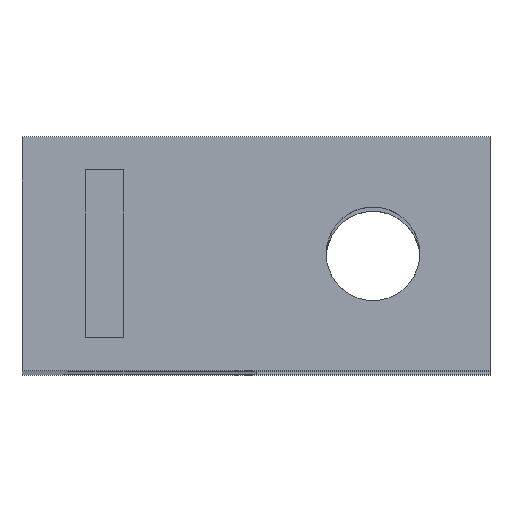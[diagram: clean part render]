
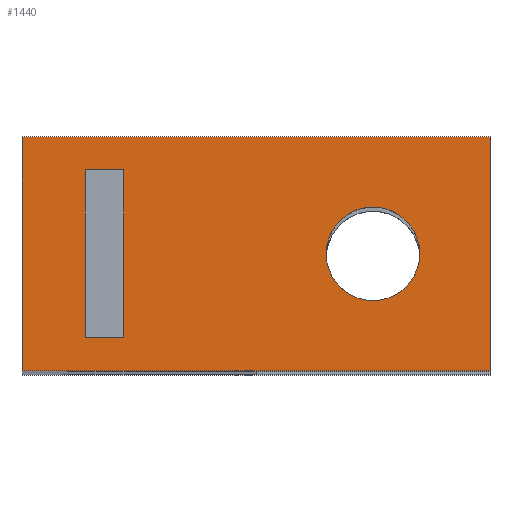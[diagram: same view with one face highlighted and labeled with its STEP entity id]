
A CAD part, top view. The second image highlights one B-rep face of the part: STEP entity #1440.
In plain terms, the highlighted planar face has unit normal (0, 0, 1).
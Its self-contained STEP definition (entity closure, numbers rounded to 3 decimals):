
#4 = DIRECTION ( 'NONE',  ( 0., 1., 0. ) ) ;
#5 = CARTESIAN_POINT ( 'NONE',  ( 2.3, 1.2, 4. ) ) ;
#90 = DIRECTION ( 'NONE',  ( 1., 0., 0. ) ) ;
#108 = EDGE_LOOP ( 'NONE', ( #1821, #1590, #949, #1444 ) ) ;
#111 = VERTEX_POINT ( 'NONE', #1468 ) ;
#122 = VECTOR ( 'NONE', #2395, 1000. ) ;
#126 = VERTEX_POINT ( 'NONE', #840 ) ;
#147 = FACE_BOUND ( 'NONE', #2000, .T. ) ;
#203 = CIRCLE ( 'NONE', #1503, 1.7 ) ;
#217 = LINE ( 'NONE', #2334, #122 ) ;
#265 = LINE ( 'NONE', #1746, #1548 ) ;
#291 = EDGE_CURVE ( 'NONE', #111, #941, #1717, .T. ) ;
#330 = CARTESIAN_POINT ( 'NONE',  ( 12.75, 4.25, 4. ) ) ;
#349 = FACE_OUTER_BOUND ( 'NONE', #108, .T. ) ;
#386 = ORIENTED_EDGE ( 'NONE', *, *, #2471, .F. ) ;
#477 = CARTESIAN_POINT ( 'NONE',  ( 0., 8.5, 4. ) ) ;
#523 = VECTOR ( 'NONE', #623, 1000. ) ;
#528 = VERTEX_POINT ( 'NONE', #2492 ) ;
#608 = CARTESIAN_POINT ( 'NONE',  ( 3.7, 7.3, 4. ) ) ;
#623 = DIRECTION ( 'NONE',  ( 0., -1., 0. ) ) ;
#631 = VECTOR ( 'NONE', #1713, 1000. ) ;
#664 = EDGE_CURVE ( 'NONE', #1752, #1012, #1977, .T. ) ;
#678 = DIRECTION ( 'NONE',  ( 1., 0., 0. ) ) ;
#702 = EDGE_CURVE ( 'NONE', #1012, #2634, #217, .T. ) ;
#703 = CIRCLE ( 'NONE', #2391, 1.7 ) ;
#776 = CARTESIAN_POINT ( 'NONE',  ( 11.05, 4.25, 4. ) ) ;
#784 = CARTESIAN_POINT ( 'NONE',  ( 17., 8.5, 4. ) ) ;
#798 = DIRECTION ( 'NONE',  ( 0., 0., -1. ) ) ;
#819 = CARTESIAN_POINT ( 'NONE',  ( 3.7, 1.2, 4. ) ) ;
#836 = LINE ( 'NONE', #2531, #523 ) ;
#840 = CARTESIAN_POINT ( 'NONE',  ( 3.7, 7.3, 4. ) ) ;
#922 = CARTESIAN_POINT ( 'NONE',  ( 0., 8.5, 4. ) ) ;
#933 = DIRECTION ( 'NONE',  ( -1., 0., 0. ) ) ;
#941 = VERTEX_POINT ( 'NONE', #784 ) ;
#944 = CARTESIAN_POINT ( 'NONE',  ( 14.45, 4.25, 4. ) ) ;
#945 = FACE_BOUND ( 'NONE', #1878, .T. ) ;
#949 = ORIENTED_EDGE ( 'NONE', *, *, #291, .F. ) ;
#960 = DIRECTION ( 'NONE',  ( 0., -1., 0. ) ) ;
#994 = CARTESIAN_POINT ( 'NONE',  ( 2.3, 1.2, 4. ) ) ;
#996 = ORIENTED_EDGE ( 'NONE', *, *, #1486, .F. ) ;
#1002 = PLANE ( 'NONE',  #2211 ) ;
#1012 = VERTEX_POINT ( 'NONE', #994 ) ;
#1042 = LINE ( 'NONE', #608, #2702 ) ;
#1084 = ORIENTED_EDGE ( 'NONE', *, *, #702, .F. ) ;
#1199 = EDGE_CURVE ( 'NONE', #126, #1752, #265, .T. ) ;
#1244 = CARTESIAN_POINT ( 'NONE',  ( 0., 0., 4. ) ) ;
#1255 = VECTOR ( 'NONE', #2578, 1000. ) ;
#1260 = ORIENTED_EDGE ( 'NONE', *, *, #1721, .F. ) ;
#1320 = EDGE_CURVE ( 'NONE', #111, #2648, #2378, .T. ) ;
#1371 = DIRECTION ( 'NONE',  ( -1., 0., 0. ) ) ;
#1384 = DIRECTION ( 'NONE',  ( 0., 0., 1. ) ) ;
#1440 = ADVANCED_FACE ( 'NONE', ( #349, #945, #147 ), #1002, .F. ) ;
#1444 = ORIENTED_EDGE ( 'NONE', *, *, #1320, .T. ) ;
#1468 = CARTESIAN_POINT ( 'NONE',  ( 0., 8.5, 4. ) ) ;
#1486 = EDGE_CURVE ( 'NONE', #2634, #126, #1042, .T. ) ;
#1503 = AXIS2_PLACEMENT_3D ( 'NONE', #330, #1384, #90 ) ;
#1548 = VECTOR ( 'NONE', #933, 1000. ) ;
#1590 = ORIENTED_EDGE ( 'NONE', *, *, #2280, .F. ) ;
#1601 = CARTESIAN_POINT ( 'NONE',  ( 2.3, 7.3, 4. ) ) ;
#1686 = DIRECTION ( 'NONE',  ( 1., 0., 0. ) ) ;
#1713 = DIRECTION ( 'NONE',  ( 0., -1., 0. ) ) ;
#1717 = LINE ( 'NONE', #922, #1255 ) ;
#1721 = EDGE_CURVE ( 'NONE', #2485, #1804, #703, .T. ) ;
#1742 = CARTESIAN_POINT ( 'NONE',  ( 12.75, 4.25, 4. ) ) ;
#1746 = CARTESIAN_POINT ( 'NONE',  ( 2.3, 7.3, 4. ) ) ;
#1752 = VERTEX_POINT ( 'NONE', #1601 ) ;
#1804 = VERTEX_POINT ( 'NONE', #776 ) ;
#1821 = ORIENTED_EDGE ( 'NONE', *, *, #2262, .T. ) ;
#1878 = EDGE_LOOP ( 'NONE', ( #1260, #386 ) ) ;
#1977 = LINE ( 'NONE', #5, #631 ) ;
#2000 = EDGE_LOOP ( 'NONE', ( #2415, #2710, #996, #1084 ) ) ;
#2207 = VECTOR ( 'NONE', #1686, 1000. ) ;
#2211 = AXIS2_PLACEMENT_3D ( 'NONE', #2701, #798, #1371 ) ;
#2262 = EDGE_CURVE ( 'NONE', #2648, #528, #2739, .T. ) ;
#2280 = EDGE_CURVE ( 'NONE', #941, #528, #836, .T. ) ;
#2334 = CARTESIAN_POINT ( 'NONE',  ( 3.7, 1.2, 4. ) ) ;
#2378 = LINE ( 'NONE', #477, #2608 ) ;
#2391 = AXIS2_PLACEMENT_3D ( 'NONE', #1742, #2584, #678 ) ;
#2395 = DIRECTION ( 'NONE',  ( 1., 0., 0. ) ) ;
#2415 = ORIENTED_EDGE ( 'NONE', *, *, #664, .F. ) ;
#2471 = EDGE_CURVE ( 'NONE', #1804, #2485, #203, .T. ) ;
#2485 = VERTEX_POINT ( 'NONE', #944 ) ;
#2492 = CARTESIAN_POINT ( 'NONE',  ( 17., 0., 4. ) ) ;
#2503 = CARTESIAN_POINT ( 'NONE',  ( 0., 0., 4. ) ) ;
#2531 = CARTESIAN_POINT ( 'NONE',  ( 17., 8.5, 4. ) ) ;
#2578 = DIRECTION ( 'NONE',  ( 1., 0., 0. ) ) ;
#2584 = DIRECTION ( 'NONE',  ( 0., 0., 1. ) ) ;
#2608 = VECTOR ( 'NONE', #960, 1000. ) ;
#2634 = VERTEX_POINT ( 'NONE', #819 ) ;
#2648 = VERTEX_POINT ( 'NONE', #2503 ) ;
#2701 = CARTESIAN_POINT ( 'NONE',  ( 0., 8.5, 4. ) ) ;
#2702 = VECTOR ( 'NONE', #4, 1000. ) ;
#2710 = ORIENTED_EDGE ( 'NONE', *, *, #1199, .F. ) ;
#2739 = LINE ( 'NONE', #1244, #2207 ) ;
